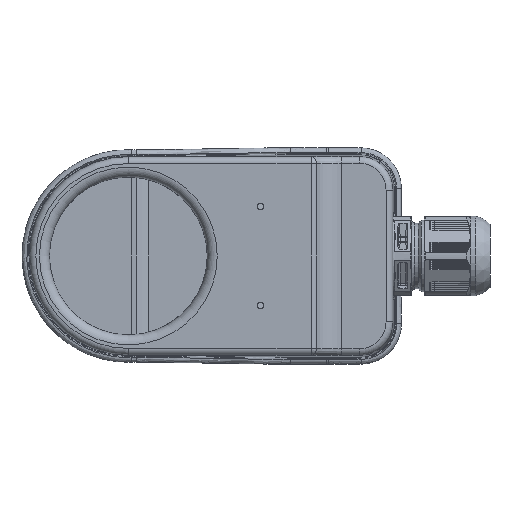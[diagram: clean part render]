
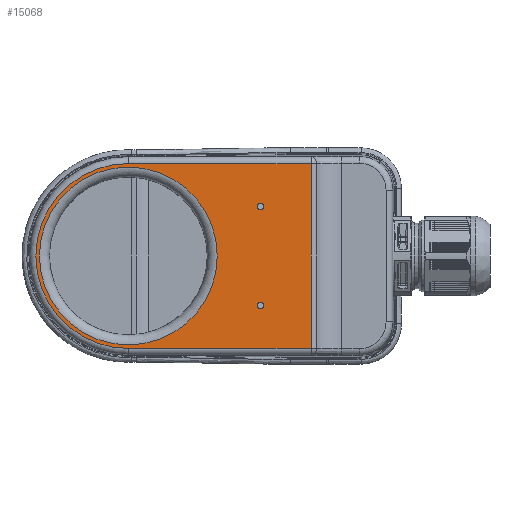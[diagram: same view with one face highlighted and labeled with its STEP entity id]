
A CAD part, front view. The second image highlights one B-rep face of the part: STEP entity #15068.
In plain terms, the highlighted planar face has unit normal (0, -1, 0).
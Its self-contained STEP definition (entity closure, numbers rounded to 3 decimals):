
#1507=FACE_BOUND('',#2763,.T.);
#1508=FACE_BOUND('',#2764,.T.);
#1509=FACE_BOUND('',#2765,.T.);
#1539=PLANE('',#16071);
#1808=FACE_OUTER_BOUND('',#2762,.T.);
#2762=EDGE_LOOP('',(#10177,#10178,#10179,#10180));
#2763=EDGE_LOOP('',(#10181,#10182));
#2764=EDGE_LOOP('',(#10183,#10184));
#2765=EDGE_LOOP('',(#10185,#10186));
#3731=LINE('',#21479,#4641);
#3732=LINE('',#21482,#4642);
#3749=LINE('',#23359,#4659);
#4641=VECTOR('',#17537,55.409);
#4642=VECTOR('',#17540,55.409);
#4659=VECTOR('',#17607,56.069);
#5548=CIRCLE('',#16040,28.035);
#5561=CIRCLE('',#16072,1.);
#5562=CIRCLE('',#16073,1.);
#5563=CIRCLE('',#16074,1.);
#5564=CIRCLE('',#16075,1.);
#5565=CIRCLE('',#16076,26.948);
#5566=CIRCLE('',#16077,26.948);
#6132=VERTEX_POINT('',#21395);
#6133=VERTEX_POINT('',#21397);
#6142=VERTEX_POINT('',#21477);
#6143=VERTEX_POINT('',#21481);
#6181=VERTEX_POINT('',#23360);
#6182=VERTEX_POINT('',#23361);
#6183=VERTEX_POINT('',#23364);
#6184=VERTEX_POINT('',#23365);
#6185=VERTEX_POINT('',#23368);
#6186=VERTEX_POINT('',#23369);
#7636=EDGE_CURVE('',#6133,#6132,#5548,.T.);
#7648=EDGE_CURVE('',#6132,#6142,#3731,.T.);
#7649=EDGE_CURVE('',#6143,#6133,#3732,.T.);
#7703=EDGE_CURVE('',#6142,#6143,#3749,.T.);
#7704=EDGE_CURVE('',#6181,#6182,#5561,.T.);
#7705=EDGE_CURVE('',#6182,#6181,#5562,.T.);
#7706=EDGE_CURVE('',#6183,#6184,#5563,.T.);
#7707=EDGE_CURVE('',#6184,#6183,#5564,.T.);
#7708=EDGE_CURVE('',#6185,#6186,#5565,.T.);
#7709=EDGE_CURVE('',#6186,#6185,#5566,.T.);
#10177=ORIENTED_EDGE('',*,*,#7636,.T.);
#10178=ORIENTED_EDGE('',*,*,#7648,.T.);
#10179=ORIENTED_EDGE('',*,*,#7703,.T.);
#10180=ORIENTED_EDGE('',*,*,#7649,.T.);
#10181=ORIENTED_EDGE('',*,*,#7704,.F.);
#10182=ORIENTED_EDGE('',*,*,#7705,.F.);
#10183=ORIENTED_EDGE('',*,*,#7706,.F.);
#10184=ORIENTED_EDGE('',*,*,#7707,.F.);
#10185=ORIENTED_EDGE('',*,*,#7708,.T.);
#10186=ORIENTED_EDGE('',*,*,#7709,.T.);
#15068=ADVANCED_FACE('',(#1808,#1507,#1508,#1509),#1539,.F.);
#16040=AXIS2_PLACEMENT_3D('',#21398,#17521,#17522);
#16071=AXIS2_PLACEMENT_3D('',#23358,#17605,#17606);
#16072=AXIS2_PLACEMENT_3D('',#23362,#17608,#17609);
#16073=AXIS2_PLACEMENT_3D('',#23363,#17610,#17611);
#16074=AXIS2_PLACEMENT_3D('',#23366,#17612,#17613);
#16075=AXIS2_PLACEMENT_3D('',#23367,#17614,#17615);
#16076=AXIS2_PLACEMENT_3D('',#23370,#17616,#17617);
#16077=AXIS2_PLACEMENT_3D('',#23371,#17618,#17619);
#17521=DIRECTION('center_axis',(0.,-1.,0.));
#17522=DIRECTION('ref_axis',(0.,0.,1.));
#17537=DIRECTION('',(1.,0.,0.));
#17540=DIRECTION('',(-1.,0.,0.));
#17605=DIRECTION('center_axis',(0.,1.,0.));
#17606=DIRECTION('ref_axis',(0.,0.,1.));
#17607=DIRECTION('',(0.,0.,1.));
#17608=DIRECTION('center_axis',(0.,-1.,0.));
#17609=DIRECTION('ref_axis',(0.,0.,-1.));
#17610=DIRECTION('center_axis',(0.,-1.,0.));
#17611=DIRECTION('ref_axis',(0.,0.,-1.));
#17612=DIRECTION('center_axis',(0.,-1.,0.));
#17613=DIRECTION('ref_axis',(0.,0.,-1.));
#17614=DIRECTION('center_axis',(0.,-1.,0.));
#17615=DIRECTION('ref_axis',(0.,0.,-1.));
#17616=DIRECTION('center_axis',(0.,1.,0.));
#17617=DIRECTION('ref_axis',(0.,0.,1.));
#17618=DIRECTION('center_axis',(0.,1.,0.));
#17619=DIRECTION('ref_axis',(0.,0.,1.));
#21395=CARTESIAN_POINT('',(0.,0.,-28.035));
#21397=CARTESIAN_POINT('',(0.,0.,28.035));
#21398=CARTESIAN_POINT('Origin',(0.,0.,0.));
#21477=CARTESIAN_POINT('',(55.409,0.,-28.035));
#21479=CARTESIAN_POINT('',(56.566,0.,-28.035));
#21481=CARTESIAN_POINT('',(55.409,0.,28.035));
#21482=CARTESIAN_POINT('',(-72.602,0.,28.035));
#23358=CARTESIAN_POINT('Origin',(-72.602,0.,0.));
#23359=CARTESIAN_POINT('',(55.409,0.,0.));
#23360=CARTESIAN_POINT('',(40.,0.,-16.));
#23361=CARTESIAN_POINT('',(40.,0.,-14.));
#23362=CARTESIAN_POINT('Origin',(40.,0.,-15.));
#23363=CARTESIAN_POINT('Origin',(40.,0.,-15.));
#23364=CARTESIAN_POINT('',(40.,0.,14.));
#23365=CARTESIAN_POINT('',(40.,0.,16.));
#23366=CARTESIAN_POINT('Origin',(40.,0.,15.));
#23367=CARTESIAN_POINT('Origin',(40.,0.,15.));
#23368=CARTESIAN_POINT('',(0.,0.,26.948));
#23369=CARTESIAN_POINT('',(0.,0.,-26.948));
#23370=CARTESIAN_POINT('Origin',(0.,0.,0.));
#23371=CARTESIAN_POINT('Origin',(0.,0.,0.));
